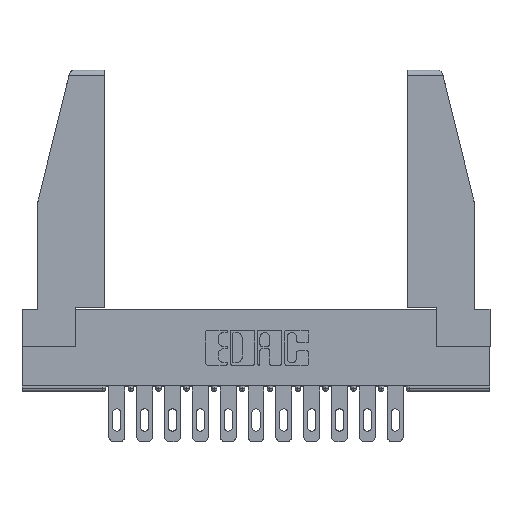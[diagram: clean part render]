
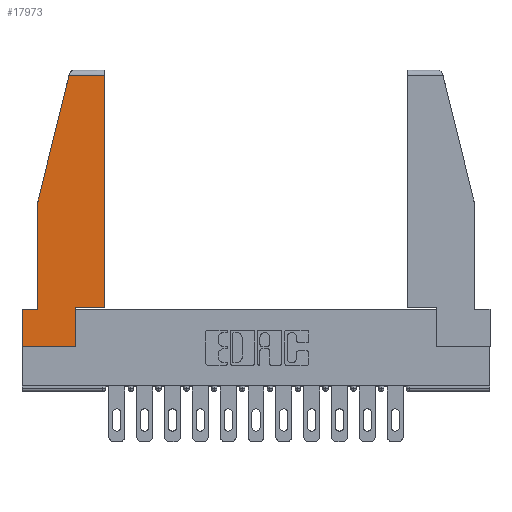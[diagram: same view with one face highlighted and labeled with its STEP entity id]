
A CAD part, top view. The second image highlights one B-rep face of the part: STEP entity #17973.
In plain terms, the highlighted planar face has unit normal (0, 0, 1).
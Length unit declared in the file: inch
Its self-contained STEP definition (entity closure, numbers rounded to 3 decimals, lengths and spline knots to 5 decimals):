
#116 = VERTEX_POINT ( 'NONE', #12663 ) ;
#329 = DIRECTION ( 'NONE',  ( 0., 0., 1. ) ) ;
#574 = CARTESIAN_POINT ( 'NONE',  ( 0., 0., 0. ) ) ;
#1006 = VECTOR ( 'NONE', #1642, 39.37008 ) ;
#1240 = CARTESIAN_POINT ( 'NONE',  ( 0., 1.52, 0. ) ) ;
#1295 = DIRECTION ( 'NONE',  ( 0., -1., 0. ) ) ;
#1339 = ORIENTED_EDGE ( 'NONE', *, *, #8168, .T. ) ;
#1431 = EDGE_CURVE ( 'NONE', #15440, #3372, #6621, .T. ) ;
#1510 = EDGE_LOOP ( 'NONE', ( #13737, #15830, #16056, #2123, #4004, #13004, #10052, #12681, #1339 ) ) ;
#1642 = DIRECTION ( 'NONE',  ( 0., -1., 0. ) ) ;
#1659 = LINE ( 'NONE', #2927, #1006 ) ;
#2074 = CARTESIAN_POINT ( 'NONE',  ( 0.271, 1.55, 0. ) ) ;
#2123 = ORIENTED_EDGE ( 'NONE', *, *, #17899, .T. ) ;
#2190 = DIRECTION ( 'NONE',  ( -0.239, -0.971, 0. ) ) ;
#2584 = VECTOR ( 'NONE', #13833, 39.37008 ) ;
#2799 = VECTOR ( 'NONE', #1295, 39.37008 ) ;
#2921 = CARTESIAN_POINT ( 'NONE',  ( 0.297, 0.223, 0. ) ) ;
#2927 = CARTESIAN_POINT ( 'NONE',  ( 0.086, 0.8, 0. ) ) ;
#3002 = CARTESIAN_POINT ( 'NONE',  ( 0.461, 0.223, 0. ) ) ;
#3372 = VERTEX_POINT ( 'NONE', #5253 ) ;
#3564 = LINE ( 'NONE', #2921, #11479 ) ;
#4004 = ORIENTED_EDGE ( 'NONE', *, *, #8273, .T. ) ;
#4323 = VERTEX_POINT ( 'NONE', #16893 ) ;
#4384 = DIRECTION ( 'NONE',  ( 1., 0., 0. ) ) ;
#4724 = PLANE ( 'NONE',  #10162 ) ;
#4862 = EDGE_CURVE ( 'NONE', #15904, #116, #10494, .T. ) ;
#5253 = CARTESIAN_POINT ( 'NONE',  ( 0.297, 0.223, 0. ) ) ;
#5339 = VECTOR ( 'NONE', #15550, 39.37008 ) ;
#5847 = CARTESIAN_POINT ( 'NONE',  ( 0., 0., 0. ) ) ;
#6547 = VERTEX_POINT ( 'NONE', #13796 ) ;
#6621 = LINE ( 'NONE', #8576, #5339 ) ;
#8168 = EDGE_CURVE ( 'NONE', #3372, #14986, #3564, .T. ) ;
#8273 = EDGE_CURVE ( 'NONE', #4323, #17322, #13872, .T. ) ;
#8450 = CARTESIAN_POINT ( 'NONE',  ( 0., 0.21, 0. ) ) ;
#8519 = CARTESIAN_POINT ( 'NONE',  ( 0.297, 0., 0. ) ) ;
#8576 = CARTESIAN_POINT ( 'NONE',  ( 0.297, 0., 0. ) ) ;
#8900 = FACE_OUTER_BOUND ( 'NONE', #1510, .T. ) ;
#9062 = DIRECTION ( 'NONE',  ( 0., 1., 0. ) ) ;
#10052 = ORIENTED_EDGE ( 'NONE', *, *, #14739, .T. ) ;
#10162 = AXIS2_PLACEMENT_3D ( 'NONE', #11835, #329, #10193 ) ;
#10193 = DIRECTION ( 'NONE',  ( 1., 0., 0. ) ) ;
#10266 = EDGE_CURVE ( 'NONE', #6547, #15904, #17729, .T. ) ;
#10314 = EDGE_CURVE ( 'NONE', #17322, #11224, #17954, .T. ) ;
#10494 = LINE ( 'NONE', #2074, #13589 ) ;
#10532 = CARTESIAN_POINT ( 'NONE',  ( 0., 0.21, 0. ) ) ;
#10941 = VECTOR ( 'NONE', #9062, 39.37008 ) ;
#11224 = VERTEX_POINT ( 'NONE', #574 ) ;
#11479 = VECTOR ( 'NONE', #16969, 39.37008 ) ;
#11624 = VECTOR ( 'NONE', #4384, 39.37008 ) ;
#11835 = CARTESIAN_POINT ( 'NONE',  ( 0., 0., 0. ) ) ;
#12439 = CARTESIAN_POINT ( 'NONE',  ( 0.2636, 1.52, 0. ) ) ;
#12663 = CARTESIAN_POINT ( 'NONE',  ( 0.086, 0.8, 0. ) ) ;
#12681 = ORIENTED_EDGE ( 'NONE', *, *, #1431, .T. ) ;
#13004 = ORIENTED_EDGE ( 'NONE', *, *, #10314, .T. ) ;
#13184 = LINE ( 'NONE', #5847, #11624 ) ;
#13589 = VECTOR ( 'NONE', #2190, 39.37008 ) ;
#13737 = ORIENTED_EDGE ( 'NONE', *, *, #15816, .T. ) ;
#13796 = CARTESIAN_POINT ( 'NONE',  ( 0.461, 1.52, 0. ) ) ;
#13833 = DIRECTION ( 'NONE',  ( -1., 0., 0. ) ) ;
#13872 = LINE ( 'NONE', #8450, #15629 ) ;
#14739 = EDGE_CURVE ( 'NONE', #11224, #15440, #13184, .T. ) ;
#14986 = VERTEX_POINT ( 'NONE', #3002 ) ;
#15440 = VERTEX_POINT ( 'NONE', #8519 ) ;
#15489 = DIRECTION ( 'NONE',  ( -1., 0., 0. ) ) ;
#15550 = DIRECTION ( 'NONE',  ( 0., 1., 0. ) ) ;
#15629 = VECTOR ( 'NONE', #15489, 39.37008 ) ;
#15816 = EDGE_CURVE ( 'NONE', #14986, #6547, #17262, .T. ) ;
#15830 = ORIENTED_EDGE ( 'NONE', *, *, #10266, .T. ) ;
#15904 = VERTEX_POINT ( 'NONE', #12439 ) ;
#16056 = ORIENTED_EDGE ( 'NONE', *, *, #4862, .T. ) ;
#16893 = CARTESIAN_POINT ( 'NONE',  ( 0.086, 0.21, 0. ) ) ;
#16969 = DIRECTION ( 'NONE',  ( 1., 0., 0. ) ) ;
#17262 = LINE ( 'NONE', #17398, #10941 ) ;
#17322 = VERTEX_POINT ( 'NONE', #10532 ) ;
#17398 = CARTESIAN_POINT ( 'NONE',  ( 0.461, 0.223, 0. ) ) ;
#17729 = LINE ( 'NONE', #1240, #2584 ) ;
#17899 = EDGE_CURVE ( 'NONE', #116, #4323, #1659, .T. ) ;
#17954 = LINE ( 'NONE', #18078, #2799 ) ;
#17973 = ADVANCED_FACE ( 'NONE', ( #8900 ), #4724, .T. ) ;
#18078 = CARTESIAN_POINT ( 'NONE',  ( 0., 0.21, 0. ) ) ;
